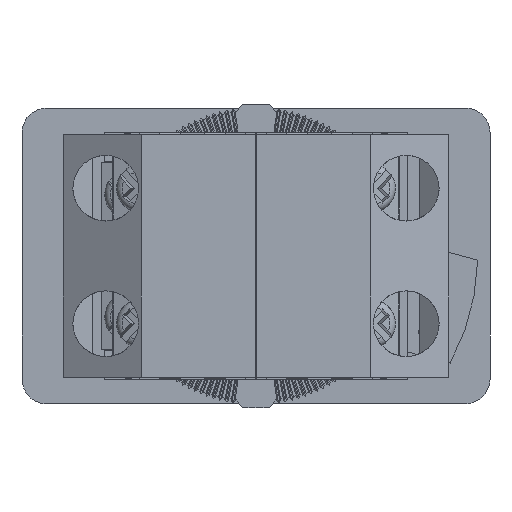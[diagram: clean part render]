
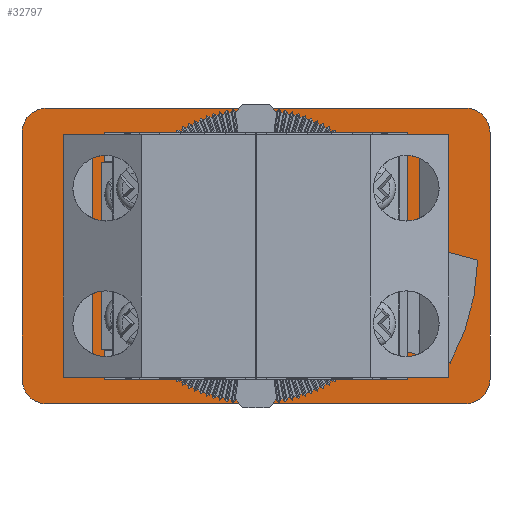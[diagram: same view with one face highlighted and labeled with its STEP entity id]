
A CAD part, front view. The second image highlights one B-rep face of the part: STEP entity #32797.
In plain terms, the highlighted planar face has unit normal (0, -1, 0).
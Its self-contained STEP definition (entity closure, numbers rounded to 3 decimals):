
#1848 =( BOUNDED_CURVE ( )  B_SPLINE_CURVE ( 3, ( #7150, #44390, #13400, #56841 ),
 .UNSPECIFIED., .F., .F. ) 
 B_SPLINE_CURVE_WITH_KNOTS ( ( 4, 4 ),
 ( 5.968, 7.53 ),
 .UNSPECIFIED. ) 
 CURVE ( )  GEOMETRIC_REPRESENTATION_ITEM ( )  RATIONAL_B_SPLINE_CURVE ( ( 1., 0.807, 0.807, 1. ) ) 
 REPRESENTATION_ITEM ( '' )  );
#2403 = CARTESIAN_POINT ( 'NONE',  ( 28.5, 41.5, -14.987 ) ) ;
#3329 = VECTOR ( 'NONE', #70477, 1000. ) ;
#4776 = CARTESIAN_POINT ( 'NONE',  ( -28.5, 41.5, -14.987 ) ) ;
#5506 = DIRECTION ( 'NONE',  ( 0., 0., 1. ) ) ;
#6486 = CARTESIAN_POINT ( 'NONE',  ( 25.52, 41.5, 18. ) ) ;
#6850 = EDGE_CURVE ( 'NONE', #49760, #24683, #69439, .T. ) ;
#7150 = CARTESIAN_POINT ( 'NONE',  ( 25.52, 41.5, -18. ) ) ;
#8061 = ORIENTED_EDGE ( 'NONE', *, *, #39192, .T. ) ;
#10528 = VERTEX_POINT ( 'NONE', #61383 ) ;
#10981 = EDGE_CURVE ( 'NONE', #37623, #49760, #48780, .T. ) ;
#13400 = CARTESIAN_POINT ( 'NONE',  ( 28.5, 41.5, -16.755 ) ) ;
#16378 = DIRECTION ( 'NONE',  ( 0., 0., 1. ) ) ;
#16472 = PLANE ( 'NONE',  #63920 ) ;
#16645 = VERTEX_POINT ( 'NONE', #31433 ) ;
#17238 = ORIENTED_EDGE ( 'NONE', *, *, #28289, .T. ) ;
#17798 = CARTESIAN_POINT ( 'NONE',  ( 0., 41.5, -17.5 ) ) ;
#17969 = CARTESIAN_POINT ( 'NONE',  ( -28.5, 41.5, 18. ) ) ;
#18027 = CARTESIAN_POINT ( 'NONE',  ( -28.5, 41.5, 14.987 ) ) ;
#19182 = VERTEX_POINT ( 'NONE', #2403 ) ;
#19975 = VECTOR ( 'NONE', #44181, 1000. ) ;
#20384 = CARTESIAN_POINT ( 'NONE',  ( 28.5, 41.5, 16.755 ) ) ;
#20660 = CARTESIAN_POINT ( 'NONE',  ( 27.269, 41.5, 18. ) ) ;
#21336 = DIRECTION ( 'NONE',  ( 0., 1., 0. ) ) ;
#22997 = VERTEX_POINT ( 'NONE', #18027 ) ;
#23312 = CARTESIAN_POINT ( 'NONE',  ( -28.5, 41.5, -16.755 ) ) ;
#24683 = VERTEX_POINT ( 'NONE', #31969 ) ;
#25980 = VERTEX_POINT ( 'NONE', #40776 ) ;
#26685 = CARTESIAN_POINT ( 'NONE',  ( 28.5, 41.5, 14.987 ) ) ;
#26718 = EDGE_CURVE ( 'NONE', #38209, #16645, #28349, .T. ) ;
#27665 = VECTOR ( 'NONE', #16378, 1000. ) ;
#28289 = EDGE_CURVE ( 'NONE', #10528, #55605, #42378, .T. ) ;
#28349 = CIRCLE ( 'NONE', #76878, 17.5 ) ;
#29029 = DIRECTION ( 'NONE',  ( 0., 0., 1. ) ) ;
#29210 = ORIENTED_EDGE ( 'NONE', *, *, #38362, .T. ) ;
#29399 = CARTESIAN_POINT ( 'NONE',  ( -27.269, 41.5, 18. ) ) ;
#29560 = CARTESIAN_POINT ( 'NONE',  ( -27.269, 41.5, -18. ) ) ;
#29578 = LINE ( 'NONE', #47634, #27665 ) ;
#31433 = CARTESIAN_POINT ( 'NONE',  ( 0., 41.5, 17.5 ) ) ;
#31687 = CARTESIAN_POINT ( 'NONE',  ( 28.5, 41.5, -18. ) ) ;
#31779 = CIRCLE ( 'NONE', #74859, 17.5 ) ;
#31806 = EDGE_CURVE ( 'NONE', #25980, #55605, #70085, .T. ) ;
#31969 = CARTESIAN_POINT ( 'NONE',  ( 25.52, 41.5, -18. ) ) ;
#32606 = ORIENTED_EDGE ( 'NONE', *, *, #6850, .T. ) ;
#32797 = ADVANCED_FACE ( 'NONE', ( #49476, #80505 ), #16472, .F. ) ;
#35022 = DIRECTION ( 'NONE',  ( 0., 1., 0. ) ) ;
#36884 = ORIENTED_EDGE ( 'NONE', *, *, #31806, .F. ) ;
#37310 = ORIENTED_EDGE ( 'NONE', *, *, #60465, .T. ) ;
#37437 = EDGE_LOOP ( 'NONE', ( #29210, #17238, #36884, #8061, #44752, #75221, #32606, #37310 ) ) ;
#37623 = VERTEX_POINT ( 'NONE', #42210 ) ;
#38209 = VERTEX_POINT ( 'NONE', #17798 ) ;
#38362 = EDGE_CURVE ( 'NONE', #19182, #10528, #69565, .T. ) ;
#39192 = EDGE_CURVE ( 'NONE', #25980, #22997, #80060, .T. ) ;
#40776 = CARTESIAN_POINT ( 'NONE',  ( -25.52, 41.5, 18. ) ) ;
#40875 = EDGE_LOOP ( 'NONE', ( #49923, #57137 ) ) ;
#41900 = CARTESIAN_POINT ( 'NONE',  ( -28.5, 41.5, 14.987 ) ) ;
#42210 = CARTESIAN_POINT ( 'NONE',  ( -28.5, 41.5, -14.987 ) ) ;
#42378 =( BOUNDED_CURVE ( )  B_SPLINE_CURVE ( 3, ( #26685, #20384, #20660, #64077 ),
 .UNSPECIFIED., .F., .F. ) 
 B_SPLINE_CURVE_WITH_KNOTS ( ( 4, 4 ),
 ( 5.036, 6.599 ),
 .UNSPECIFIED. ) 
 CURVE ( )  GEOMETRIC_REPRESENTATION_ITEM ( )  RATIONAL_B_SPLINE_CURVE ( ( 1., 0.807, 0.807, 1. ) ) 
 REPRESENTATION_ITEM ( '' )  );
#42792 = DIRECTION ( 'NONE',  ( 0., 1., 0. ) ) ;
#44181 = DIRECTION ( 'NONE',  ( 0., 0., 1. ) ) ;
#44390 = CARTESIAN_POINT ( 'NONE',  ( 27.269, 41.5, -18. ) ) ;
#44752 = ORIENTED_EDGE ( 'NONE', *, *, #52117, .F. ) ;
#47634 = CARTESIAN_POINT ( 'NONE',  ( -28.5, 41.5, -18. ) ) ;
#48117 = EDGE_CURVE ( 'NONE', #16645, #38209, #31779, .T. ) ;
#48258 = CARTESIAN_POINT ( 'NONE',  ( -25.52, 41.5, -18. ) ) ;
#48780 =( BOUNDED_CURVE ( )  B_SPLINE_CURVE ( 3, ( #4776, #23312, #29560, #48258 ),
 .UNSPECIFIED., .F., .F. ) 
 B_SPLINE_CURVE_WITH_KNOTS ( ( 4, 4 ),
 ( 5.036, 6.599 ),
 .UNSPECIFIED. ) 
 CURVE ( )  GEOMETRIC_REPRESENTATION_ITEM ( )  RATIONAL_B_SPLINE_CURVE ( ( 1., 0.807, 0.807, 1. ) ) 
 REPRESENTATION_ITEM ( '' )  );
#49476 = FACE_OUTER_BOUND ( 'NONE', #37437, .T. ) ;
#49760 = VERTEX_POINT ( 'NONE', #79296 ) ;
#49923 = ORIENTED_EDGE ( 'NONE', *, *, #48117, .T. ) ;
#52117 = EDGE_CURVE ( 'NONE', #37623, #22997, #29578, .T. ) ;
#53548 = VECTOR ( 'NONE', #73948, 1000. ) ;
#55605 = VERTEX_POINT ( 'NONE', #6486 ) ;
#56841 = CARTESIAN_POINT ( 'NONE',  ( 28.5, 41.5, -14.987 ) ) ;
#57137 = ORIENTED_EDGE ( 'NONE', *, *, #26718, .T. ) ;
#58521 = CARTESIAN_POINT ( 'NONE',  ( 0., 41.5, 0. ) ) ;
#60465 = EDGE_CURVE ( 'NONE', #24683, #19182, #1848, .T. ) ;
#61383 = CARTESIAN_POINT ( 'NONE',  ( 28.5, 41.5, 14.987 ) ) ;
#63920 = AXIS2_PLACEMENT_3D ( 'NONE', #78366, #35022, #29029 ) ;
#64077 = CARTESIAN_POINT ( 'NONE',  ( 25.52, 41.5, 18. ) ) ;
#64188 = CARTESIAN_POINT ( 'NONE',  ( -28.5, 41.5, -18. ) ) ;
#64745 = DIRECTION ( 'NONE',  ( 0., 0., 1. ) ) ;
#69439 = LINE ( 'NONE', #64188, #3329 ) ;
#69565 = LINE ( 'NONE', #31687, #19975 ) ;
#70085 = LINE ( 'NONE', #17969, #53548 ) ;
#70477 = DIRECTION ( 'NONE',  ( 1., 0., 0. ) ) ;
#72804 = CARTESIAN_POINT ( 'NONE',  ( -25.52, 41.5, 18. ) ) ;
#73948 = DIRECTION ( 'NONE',  ( 1., 0., 0. ) ) ;
#74859 = AXIS2_PLACEMENT_3D ( 'NONE', #58521, #21336, #64745 ) ;
#75221 = ORIENTED_EDGE ( 'NONE', *, *, #10981, .T. ) ;
#76878 = AXIS2_PLACEMENT_3D ( 'NONE', #79888, #42792, #5506 ) ;
#78366 = CARTESIAN_POINT ( 'NONE',  ( 0., 41.5, 0. ) ) ;
#79005 = CARTESIAN_POINT ( 'NONE',  ( -28.5, 41.5, 16.755 ) ) ;
#79296 = CARTESIAN_POINT ( 'NONE',  ( -25.52, 41.5, -18. ) ) ;
#79888 = CARTESIAN_POINT ( 'NONE',  ( 0., 41.5, 0. ) ) ;
#80060 =( BOUNDED_CURVE ( )  B_SPLINE_CURVE ( 3, ( #72804, #29399, #79005, #41900 ),
 .UNSPECIFIED., .F., .F. ) 
 B_SPLINE_CURVE_WITH_KNOTS ( ( 4, 4 ),
 ( 5.968, 7.53 ),
 .UNSPECIFIED. ) 
 CURVE ( )  GEOMETRIC_REPRESENTATION_ITEM ( )  RATIONAL_B_SPLINE_CURVE ( ( 1., 0.807, 0.807, 1. ) ) 
 REPRESENTATION_ITEM ( '' )  );
#80505 = FACE_BOUND ( 'NONE', #40875, .T. ) ;
